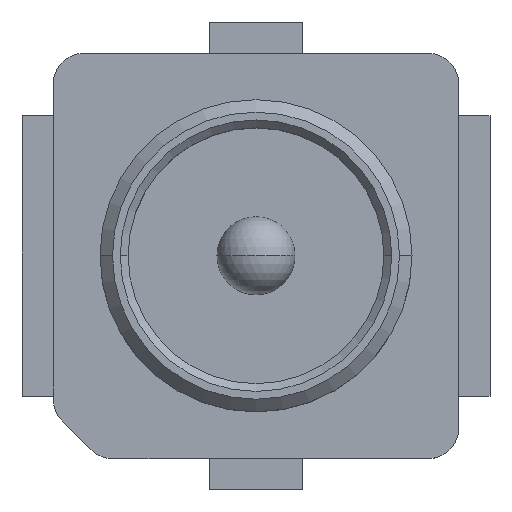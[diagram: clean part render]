
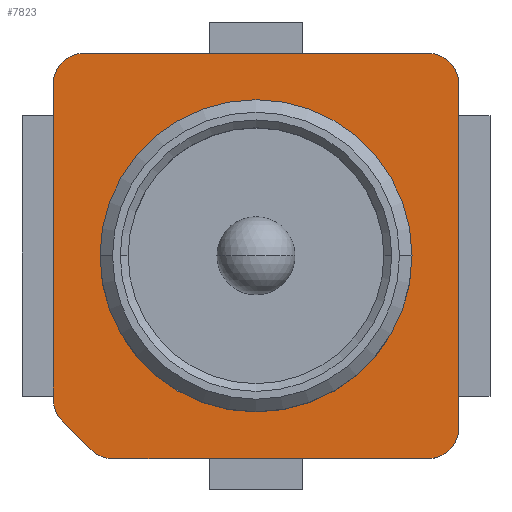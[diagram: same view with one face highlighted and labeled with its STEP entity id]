
A CAD part, top view. The second image highlights one B-rep face of the part: STEP entity #7823.
In plain terms, the highlighted planar face has unit normal (0, 0, 1).
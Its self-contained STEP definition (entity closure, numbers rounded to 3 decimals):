
#75 = CARTESIAN_POINT ( 'NONE',  ( 0., 0., 0.35 ) ) ;
#291 = ORIENTED_EDGE ( 'NONE', *, *, #12476, .T. ) ;
#350 = DIRECTION ( 'NONE',  ( 0., 0., 1. ) ) ;
#501 = CIRCLE ( 'NONE', #8710, 1. ) ;
#628 = EDGE_CURVE ( 'NONE', #10134, #1335, #501, .T. ) ;
#675 = EDGE_CURVE ( 'NONE', #2808, #6129, #2697, .T. ) ;
#719 = AXIS2_PLACEMENT_3D ( 'NONE', #1288, #4503, #4440 ) ;
#977 = EDGE_LOOP ( 'NONE', ( #291, #5694, #12036, #9185, #3388, #11847, #8288, #9282, #2223, #12684 ) ) ;
#1019 = CARTESIAN_POINT ( 'NONE',  ( -1.059, -1.241, 0.35 ) ) ;
#1095 = CARTESIAN_POINT ( 'NONE',  ( 0., 0., 0.35 ) ) ;
#1129 = LINE ( 'NONE', #10614, #7462 ) ;
#1185 = CARTESIAN_POINT ( 'NONE',  ( 1., 0., 0.35 ) ) ;
#1288 = CARTESIAN_POINT ( 'NONE',  ( -0.917, -1.1, 0.35 ) ) ;
#1335 = VERTEX_POINT ( 'NONE', #2753 ) ;
#1692 = CARTESIAN_POINT ( 'NONE',  ( 1.3, 1.3, 0.35 ) ) ;
#2036 = CIRCLE ( 'NONE', #9831, 0.2 ) ;
#2223 = ORIENTED_EDGE ( 'NONE', *, *, #8464, .T. ) ;
#2532 = FACE_BOUND ( 'NONE', #9145, .T. ) ;
#2697 = CIRCLE ( 'NONE', #719, 0.2 ) ;
#2753 = CARTESIAN_POINT ( 'NONE',  ( -1., 0., 0.35 ) ) ;
#2798 = VECTOR ( 'NONE', #6792, 1000. ) ;
#2808 = VERTEX_POINT ( 'NONE', #1019 ) ;
#2865 = EDGE_CURVE ( 'NONE', #10400, #8934, #10501, .T. ) ;
#3073 = VECTOR ( 'NONE', #12504, 1000. ) ;
#3089 = CARTESIAN_POINT ( 'NONE',  ( 1.1, 1.3, 0.35 ) ) ;
#3114 = CARTESIAN_POINT ( 'NONE',  ( -1.1, 1.1, 0.35 ) ) ;
#3219 = DIRECTION ( 'NONE',  ( 1., 0., 0. ) ) ;
#3220 = DIRECTION ( 'NONE',  ( 1., 0., 0. ) ) ;
#3241 = CARTESIAN_POINT ( 'NONE',  ( -0.917, -1.3, 0.35 ) ) ;
#3289 = CARTESIAN_POINT ( 'NONE',  ( -1.3, -0.917, 0.35 ) ) ;
#3388 = ORIENTED_EDGE ( 'NONE', *, *, #2865, .T. ) ;
#3528 = CARTESIAN_POINT ( 'NONE',  ( 1.1, -1.3, 0.35 ) ) ;
#3749 = VERTEX_POINT ( 'NONE', #3528 ) ;
#3762 = DIRECTION ( 'NONE',  ( 0., 0., 1. ) ) ;
#4044 = DIRECTION ( 'NONE',  ( 1., 0., 0. ) ) ;
#4192 = EDGE_CURVE ( 'NONE', #6129, #3749, #1129, .T. ) ;
#4242 = CARTESIAN_POINT ( 'NONE',  ( 1.3, -1.1, 0.35 ) ) ;
#4440 = DIRECTION ( 'NONE',  ( 1., 0., 0. ) ) ;
#4444 = VERTEX_POINT ( 'NONE', #3289 ) ;
#4503 = DIRECTION ( 'NONE',  ( 0., 0., 1. ) ) ;
#4705 = CIRCLE ( 'NONE', #9874, 1. ) ;
#4709 = VERTEX_POINT ( 'NONE', #3089 ) ;
#4958 = CARTESIAN_POINT ( 'NONE',  ( 0., 0., 0.35 ) ) ;
#5066 = ORIENTED_EDGE ( 'NONE', *, *, #628, .F. ) ;
#5334 = AXIS2_PLACEMENT_3D ( 'NONE', #3114, #7444, #6328 ) ;
#5694 = ORIENTED_EDGE ( 'NONE', *, *, #675, .T. ) ;
#5717 = DIRECTION ( 'NONE',  ( 1., 0., 0. ) ) ;
#5745 = LINE ( 'NONE', #9996, #2798 ) ;
#5985 = CIRCLE ( 'NONE', #5334, 0.2 ) ;
#6129 = VERTEX_POINT ( 'NONE', #3241 ) ;
#6328 = DIRECTION ( 'NONE',  ( 1., 0., 0. ) ) ;
#6330 = DIRECTION ( 'NONE',  ( 0., 0., 1. ) ) ;
#6429 = EDGE_CURVE ( 'NONE', #3749, #10400, #13351, .T. ) ;
#6524 = LINE ( 'NONE', #10856, #11830 ) ;
#6594 = DIRECTION ( 'NONE',  ( -1., 0., 0. ) ) ;
#6633 = ORIENTED_EDGE ( 'NONE', *, *, #11076, .F. ) ;
#6759 = FACE_OUTER_BOUND ( 'NONE', #977, .T. ) ;
#6792 = DIRECTION ( 'NONE',  ( 0.707, -0.707, 0. ) ) ;
#7275 = EDGE_CURVE ( 'NONE', #4709, #11563, #6524, .T. ) ;
#7310 = CARTESIAN_POINT ( 'NONE',  ( 1.3, 1.1, 0.35 ) ) ;
#7444 = DIRECTION ( 'NONE',  ( 0., 0., 1. ) ) ;
#7462 = VECTOR ( 'NONE', #3220, 1000. ) ;
#7518 = AXIS2_PLACEMENT_3D ( 'NONE', #4958, #3762, #4044 ) ;
#7772 = EDGE_CURVE ( 'NONE', #4444, #12837, #10704, .T. ) ;
#7823 = ADVANCED_FACE ( 'NONE', ( #2532, #6759 ), #13618, .T. ) ;
#8080 = CARTESIAN_POINT ( 'NONE',  ( -1.1, 1.3, 0.35 ) ) ;
#8288 = ORIENTED_EDGE ( 'NONE', *, *, #7275, .T. ) ;
#8340 = DIRECTION ( 'NONE',  ( 0., 0., 1. ) ) ;
#8415 = AXIS2_PLACEMENT_3D ( 'NONE', #13481, #8954, #12295 ) ;
#8464 = EDGE_CURVE ( 'NONE', #11637, #4444, #12430, .T. ) ;
#8710 = AXIS2_PLACEMENT_3D ( 'NONE', #1095, #6330, #9376 ) ;
#8905 = DIRECTION ( 'NONE',  ( 1., 0., 0. ) ) ;
#8934 = VERTEX_POINT ( 'NONE', #7310 ) ;
#8954 = DIRECTION ( 'NONE',  ( 0., 0., 1. ) ) ;
#9145 = EDGE_LOOP ( 'NONE', ( #6633, #5066 ) ) ;
#9185 = ORIENTED_EDGE ( 'NONE', *, *, #6429, .T. ) ;
#9212 = VECTOR ( 'NONE', #11564, 1000. ) ;
#9228 = EDGE_CURVE ( 'NONE', #8934, #4709, #2036, .T. ) ;
#9282 = ORIENTED_EDGE ( 'NONE', *, *, #9890, .T. ) ;
#9376 = DIRECTION ( 'NONE',  ( 1., 0., 0. ) ) ;
#9831 = AXIS2_PLACEMENT_3D ( 'NONE', #12243, #350, #8905 ) ;
#9874 = AXIS2_PLACEMENT_3D ( 'NONE', #75, #8340, #3219 ) ;
#9890 = EDGE_CURVE ( 'NONE', #11563, #11637, #5985, .T. ) ;
#9996 = CARTESIAN_POINT ( 'NONE',  ( -1.15, -1.15, 0.35 ) ) ;
#10111 = DIRECTION ( 'NONE',  ( 0., 0., 1. ) ) ;
#10134 = VERTEX_POINT ( 'NONE', #1185 ) ;
#10239 = CARTESIAN_POINT ( 'NONE',  ( -1.3, 1.1, 0.35 ) ) ;
#10400 = VERTEX_POINT ( 'NONE', #4242 ) ;
#10501 = LINE ( 'NONE', #1692, #9212 ) ;
#10614 = CARTESIAN_POINT ( 'NONE',  ( -1.3, -1.3, 0.35 ) ) ;
#10704 = CIRCLE ( 'NONE', #13400, 0.2 ) ;
#10856 = CARTESIAN_POINT ( 'NONE',  ( -1.3, 1.3, 0.35 ) ) ;
#11076 = EDGE_CURVE ( 'NONE', #1335, #10134, #4705, .T. ) ;
#11563 = VERTEX_POINT ( 'NONE', #8080 ) ;
#11564 = DIRECTION ( 'NONE',  ( 0., 1., 0. ) ) ;
#11637 = VERTEX_POINT ( 'NONE', #10239 ) ;
#11830 = VECTOR ( 'NONE', #6594, 1000. ) ;
#11847 = ORIENTED_EDGE ( 'NONE', *, *, #9228, .T. ) ;
#12036 = ORIENTED_EDGE ( 'NONE', *, *, #4192, .T. ) ;
#12243 = CARTESIAN_POINT ( 'NONE',  ( 1.1, 1.1, 0.35 ) ) ;
#12295 = DIRECTION ( 'NONE',  ( 1., 0., 0. ) ) ;
#12430 = LINE ( 'NONE', #13757, #3073 ) ;
#12476 = EDGE_CURVE ( 'NONE', #12837, #2808, #5745, .T. ) ;
#12504 = DIRECTION ( 'NONE',  ( 0., -1., 0. ) ) ;
#12684 = ORIENTED_EDGE ( 'NONE', *, *, #7772, .T. ) ;
#12837 = VERTEX_POINT ( 'NONE', #13564 ) ;
#13345 = CARTESIAN_POINT ( 'NONE',  ( -1.1, -0.917, 0.35 ) ) ;
#13351 = CIRCLE ( 'NONE', #8415, 0.2 ) ;
#13400 = AXIS2_PLACEMENT_3D ( 'NONE', #13345, #10111, #5717 ) ;
#13481 = CARTESIAN_POINT ( 'NONE',  ( 1.1, -1.1, 0.35 ) ) ;
#13564 = CARTESIAN_POINT ( 'NONE',  ( -1.241, -1.059, 0.35 ) ) ;
#13618 = PLANE ( 'NONE',  #7518 ) ;
#13757 = CARTESIAN_POINT ( 'NONE',  ( -1.3, 1.3, 0.35 ) ) ;
